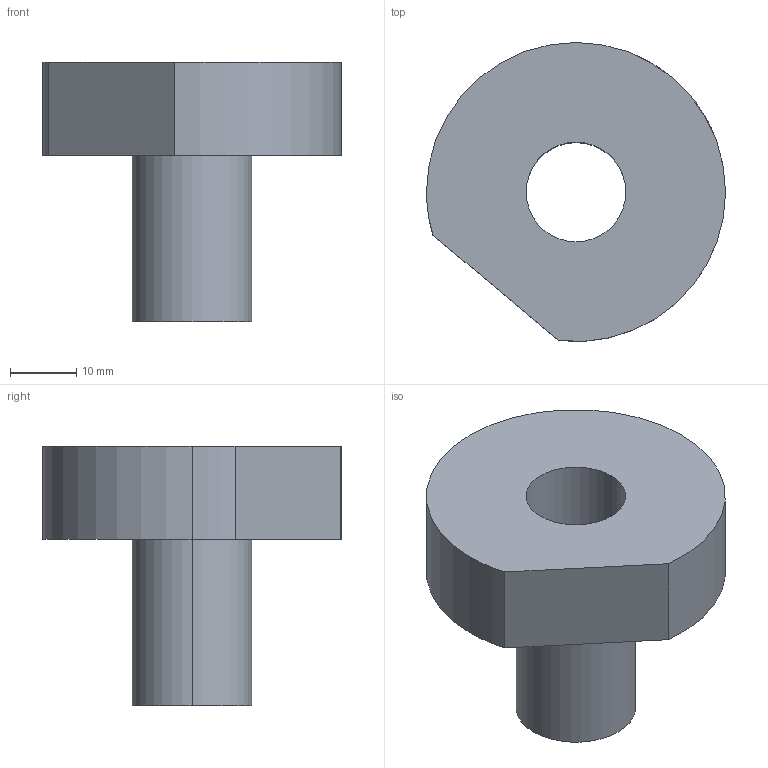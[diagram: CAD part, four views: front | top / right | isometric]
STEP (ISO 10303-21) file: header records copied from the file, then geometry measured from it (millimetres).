
FILE_DESCRIPTION((''),'2;1');
FILE_NAME('ER15.stp','2003-07-03T10:08:03',(''),(''),'AutoCAD STEP 2000i','AutoCAD 2000i',', , ');
FILE_SCHEMA(('CONFIG_CONTROL_DESIGN'));
Length unit declared in the file: millimetre
Products named in the file (2): ER15; PART1
Assembly tree (1 placements, depth 2):
  ER15
    PART1
Bounding box: 45 x 44.97 x 39 mm (x, y, z)
Volume: 20030 mm3; surface area: 8363.2 mm2
Topology: 1 solids, 1 shells, 24 faces, 52 edges, 34 vertices
Faces by surface type: cylinder 13, plane 9, cone 2
Entity records: 815 total; most frequent: CARTESIAN_POINT 150, DIRECTION 130, ORIENTED_EDGE 104, AXIS2_PLACEMENT_3D 54, EDGE_CURVE 52, VERTEX_POINT 34, EDGE_LOOP 30, CIRCLE 28
